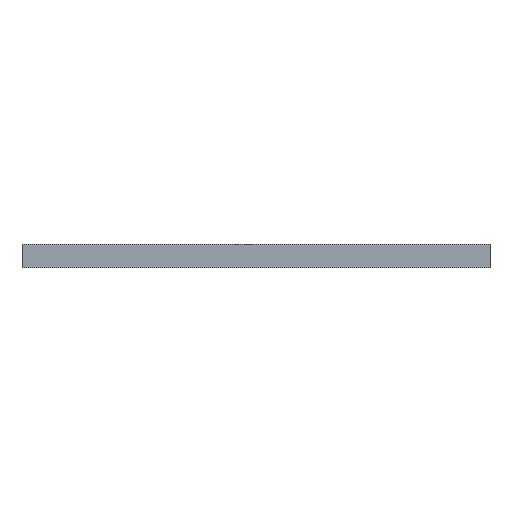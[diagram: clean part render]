
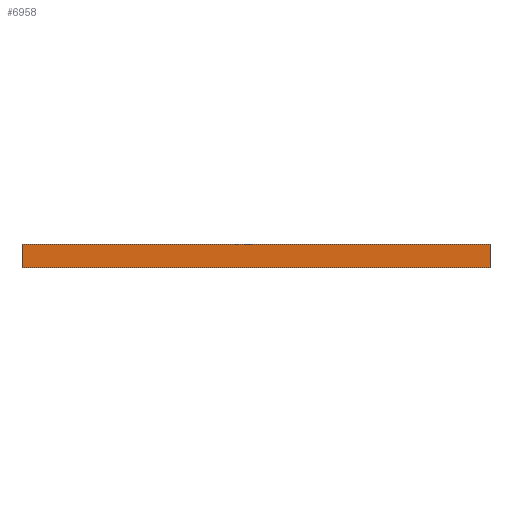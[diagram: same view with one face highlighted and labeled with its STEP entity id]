
A CAD part, front view. The second image highlights one B-rep face of the part: STEP entity #6958.
In plain terms, the highlighted planar face has unit normal (0, -1, 0).
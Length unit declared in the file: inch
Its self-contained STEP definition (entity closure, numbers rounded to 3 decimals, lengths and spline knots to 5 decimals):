
#43 = LINE ( 'NONE', #4590, #2077 ) ;
#190 = ORIENTED_EDGE ( 'NONE', *, *, #1048, .F. ) ;
#283 = DIRECTION ( 'NONE',  ( 0., 0., 1. ) ) ;
#475 = CARTESIAN_POINT ( 'NONE',  ( -0.59055, -0.59055, -0.03937 ) ) ;
#507 = DIRECTION ( 'NONE',  ( 1., 0., 0. ) ) ;
#597 = VERTEX_POINT ( 'NONE', #475 ) ;
#678 = VECTOR ( 'NONE', #283, 39.37008 ) ;
#1048 = EDGE_CURVE ( 'NONE', #597, #5753, #2598, .T. ) ;
#1277 = LINE ( 'NONE', #3578, #2373 ) ;
#1305 = VECTOR ( 'NONE', #5541, 39.37008 ) ;
#1466 = ORIENTED_EDGE ( 'NONE', *, *, #6427, .T. ) ;
#1481 = LINE ( 'NONE', #5586, #1305 ) ;
#1484 = EDGE_CURVE ( 'NONE', #5753, #1865, #1481, .T. ) ;
#1865 = VERTEX_POINT ( 'NONE', #7115 ) ;
#2077 = VECTOR ( 'NONE', #7139, 39.37008 ) ;
#2112 = CARTESIAN_POINT ( 'NONE',  ( 0.59055, -0.59055, -0.03937 ) ) ;
#2373 = VECTOR ( 'NONE', #5953, 39.37008 ) ;
#2598 = LINE ( 'NONE', #5507, #678 ) ;
#3069 = EDGE_CURVE ( 'NONE', #597, #6735, #43, .T. ) ;
#3563 = ORIENTED_EDGE ( 'NONE', *, *, #3069, .T. ) ;
#3578 = CARTESIAN_POINT ( 'NONE',  ( 0.59055, -0.59055, 0. ) ) ;
#4590 = CARTESIAN_POINT ( 'NONE',  ( -0.59055, -0.59055, -0.03937 ) ) ;
#4610 = CARTESIAN_POINT ( 'NONE',  ( -0.59055, -0.59055, 0.01969 ) ) ;
#4780 = EDGE_LOOP ( 'NONE', ( #190, #3563, #1466, #5595 ) ) ;
#4971 = AXIS2_PLACEMENT_3D ( 'NONE', #6911, #6885, #507 ) ;
#5132 = PLANE ( 'NONE',  #4971 ) ;
#5507 = CARTESIAN_POINT ( 'NONE',  ( -0.59055, -0.59055, 0. ) ) ;
#5541 = DIRECTION ( 'NONE',  ( 1., 0., 0. ) ) ;
#5586 = CARTESIAN_POINT ( 'NONE',  ( -0.59055, -0.59055, 0.01969 ) ) ;
#5595 = ORIENTED_EDGE ( 'NONE', *, *, #1484, .F. ) ;
#5753 = VERTEX_POINT ( 'NONE', #4610 ) ;
#5953 = DIRECTION ( 'NONE',  ( 0., 0., 1. ) ) ;
#6427 = EDGE_CURVE ( 'NONE', #6735, #1865, #1277, .T. ) ;
#6687 = FACE_OUTER_BOUND ( 'NONE', #4780, .T. ) ;
#6735 = VERTEX_POINT ( 'NONE', #2112 ) ;
#6885 = DIRECTION ( 'NONE',  ( 0., -1., 0. ) ) ;
#6911 = CARTESIAN_POINT ( 'NONE',  ( -0.59055, -0.59055, 0. ) ) ;
#6958 = ADVANCED_FACE ( 'NONE', ( #6687 ), #5132, .T. ) ;
#7115 = CARTESIAN_POINT ( 'NONE',  ( 0.59055, -0.59055, 0.01969 ) ) ;
#7139 = DIRECTION ( 'NONE',  ( 1., 0., 0. ) ) ;
